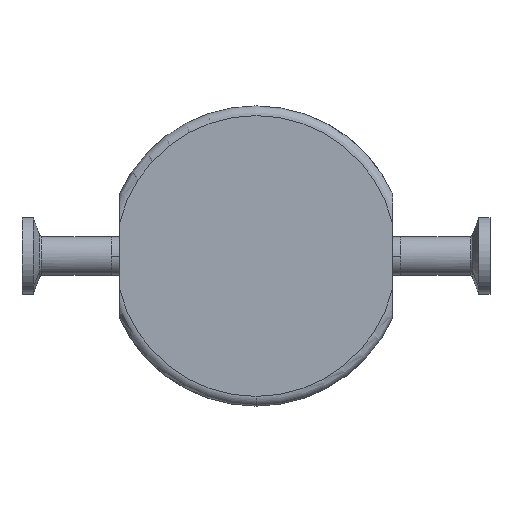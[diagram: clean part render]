
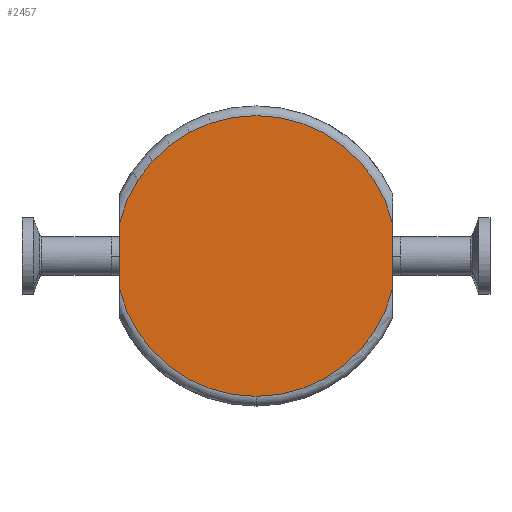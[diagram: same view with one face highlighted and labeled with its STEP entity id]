
A CAD part, front view. The second image highlights one B-rep face of the part: STEP entity #2457.
In plain terms, the highlighted planar face has unit normal (0, -1, 0).
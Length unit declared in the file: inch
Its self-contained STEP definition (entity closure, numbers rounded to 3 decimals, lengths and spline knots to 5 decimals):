
#64 = VERTEX_POINT ( 'NONE', #2436 ) ;
#143 = AXIS2_PLACEMENT_3D ( 'NONE', #2871, #739, #195 ) ;
#195 = DIRECTION ( 'NONE',  ( 0., 0., -1. ) ) ;
#270 = EDGE_CURVE ( 'NONE', #1669, #64, #2710, .T. ) ;
#335 = DIRECTION ( 'NONE',  ( 0., 1., 0. ) ) ;
#456 = DIRECTION ( 'NONE',  ( 0., -1., 0. ) ) ;
#641 = AXIS2_PLACEMENT_3D ( 'NONE', #1517, #456, #2848 ) ;
#642 = CIRCLE ( 'NONE', #641, 1.8 ) ;
#739 = DIRECTION ( 'NONE',  ( 0., -1., 0. ) ) ;
#767 = LINE ( 'NONE', #2564, #3331 ) ;
#883 = ORIENTED_EDGE ( 'NONE', *, *, #2118, .T. ) ;
#897 = FACE_OUTER_BOUND ( 'NONE', #2332, .T. ) ;
#1064 = CARTESIAN_POINT ( 'NONE',  ( 1.75, 0., 0.42131 ) ) ;
#1086 = EDGE_CURVE ( 'NONE', #1257, #3046, #642, .T. ) ;
#1132 = EDGE_CURVE ( 'NONE', #2540, #1257, #767, .T. ) ;
#1196 = CARTESIAN_POINT ( 'NONE',  ( 1.75, 0., -0.42131 ) ) ;
#1213 = ORIENTED_EDGE ( 'NONE', *, *, #3248, .F. ) ;
#1257 = VERTEX_POINT ( 'NONE', #1064 ) ;
#1436 = PLANE ( 'NONE',  #1946 ) ;
#1517 = CARTESIAN_POINT ( 'NONE',  ( 0., 0., 0. ) ) ;
#1669 = VERTEX_POINT ( 'NONE', #2322 ) ;
#1694 = CIRCLE ( 'NONE', #3319, 1.8 ) ;
#1730 = CARTESIAN_POINT ( 'NONE',  ( -1.75, 0., 0.42131 ) ) ;
#1827 = ORIENTED_EDGE ( 'NONE', *, *, #1086, .T. ) ;
#1946 = AXIS2_PLACEMENT_3D ( 'NONE', #2782, #335, #2485 ) ;
#2009 = LINE ( 'NONE', #3219, #2306 ) ;
#2038 = DIRECTION ( 'NONE',  ( 0., -1., 0. ) ) ;
#2118 = EDGE_CURVE ( 'NONE', #64, #2540, #1694, .T. ) ;
#2305 = CARTESIAN_POINT ( 'NONE',  ( 0., 0., 0. ) ) ;
#2306 = VECTOR ( 'NONE', #2387, 39.37008 ) ;
#2322 = CARTESIAN_POINT ( 'NONE',  ( -1.75, 0., -0.42131 ) ) ;
#2332 = EDGE_LOOP ( 'NONE', ( #3263, #883, #2447, #1827, #1213 ) ) ;
#2387 = DIRECTION ( 'NONE',  ( 0., 0., 1. ) ) ;
#2436 = CARTESIAN_POINT ( 'NONE',  ( 0., 0., -1.8 ) ) ;
#2447 = ORIENTED_EDGE ( 'NONE', *, *, #1132, .T. ) ;
#2457 = ADVANCED_FACE ( 'NONE', ( #897 ), #1436, .F. ) ;
#2485 = DIRECTION ( 'NONE',  ( 0., 0., 1. ) ) ;
#2540 = VERTEX_POINT ( 'NONE', #1196 ) ;
#2564 = CARTESIAN_POINT ( 'NONE',  ( 1.75, 0., -1.6 ) ) ;
#2710 = CIRCLE ( 'NONE', #143, 1.8 ) ;
#2782 = CARTESIAN_POINT ( 'NONE',  ( 0., 0., 0. ) ) ;
#2833 = DIRECTION ( 'NONE',  ( 0., 0., 1. ) ) ;
#2848 = DIRECTION ( 'NONE',  ( 0., 0., -1. ) ) ;
#2871 = CARTESIAN_POINT ( 'NONE',  ( 0., 0., 0. ) ) ;
#3046 = VERTEX_POINT ( 'NONE', #1730 ) ;
#3108 = DIRECTION ( 'NONE',  ( 0., 0., -1. ) ) ;
#3219 = CARTESIAN_POINT ( 'NONE',  ( -1.75, 0., -1.6 ) ) ;
#3248 = EDGE_CURVE ( 'NONE', #1669, #3046, #2009, .T. ) ;
#3263 = ORIENTED_EDGE ( 'NONE', *, *, #270, .T. ) ;
#3319 = AXIS2_PLACEMENT_3D ( 'NONE', #2305, #2038, #3108 ) ;
#3331 = VECTOR ( 'NONE', #2833, 39.37008 ) ;
